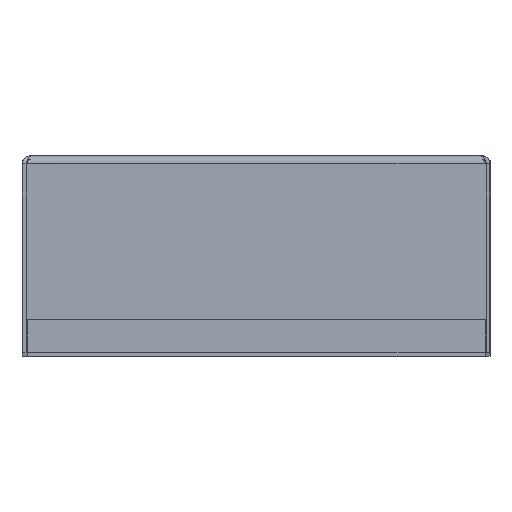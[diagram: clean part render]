
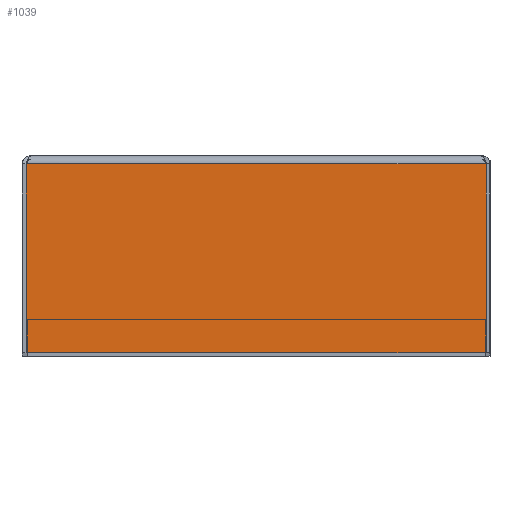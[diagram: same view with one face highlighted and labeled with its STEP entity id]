
A CAD part, front view. The second image highlights one B-rep face of the part: STEP entity #1039.
In plain terms, the highlighted planar face has unit normal (0, -1, 0).
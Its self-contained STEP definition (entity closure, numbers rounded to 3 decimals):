
#62=PLANE('',#1132);
#113=FACE_OUTER_BOUND('',#173,.T.);
#173=EDGE_LOOP('',(#820,#821,#822,#823));
#262=LINE('',#1642,#364);
#268=LINE('',#1669,#370);
#273=LINE('',#1730,#375);
#275=LINE('',#1733,#377);
#364=VECTOR('',#1314,10.);
#370=VECTOR('',#1324,10.);
#375=VECTOR('',#1331,10.);
#377=VECTOR('',#1335,10.);
#484=VERTEX_POINT('',#1640);
#485=VERTEX_POINT('',#1641);
#490=VERTEX_POINT('',#1668);
#491=VERTEX_POINT('',#1729);
#594=EDGE_CURVE('',#484,#485,#262,.T.);
#602=EDGE_CURVE('',#490,#485,#268,.T.);
#609=EDGE_CURVE('',#484,#491,#273,.T.);
#611=EDGE_CURVE('',#491,#490,#275,.T.);
#820=ORIENTED_EDGE('',*,*,#594,.T.);
#821=ORIENTED_EDGE('',*,*,#602,.F.);
#822=ORIENTED_EDGE('',*,*,#611,.F.);
#823=ORIENTED_EDGE('',*,*,#609,.F.);
#1039=ADVANCED_FACE('',(#113),#62,.T.);
#1132=AXIS2_PLACEMENT_3D('',#1734,#1336,#1337);
#1314=DIRECTION('',(-1.,0.,0.));
#1324=DIRECTION('',(0.,0.,1.));
#1331=DIRECTION('',(0.,0.,-1.));
#1335=DIRECTION('',(-1.,0.,0.));
#1336=DIRECTION('center_axis',(0.,-1.,0.));
#1337=DIRECTION('ref_axis',(1.,0.,0.));
#1640=CARTESIAN_POINT('',(50.165,-89.,38.));
#1641=CARTESIAN_POINT('',(-50.165,-89.,38.));
#1642=CARTESIAN_POINT('',(0.,-89.,38.));
#1668=CARTESIAN_POINT('',(-50.165,-89.,-3.2));
#1669=CARTESIAN_POINT('',(-50.165,-89.,38.));
#1729=CARTESIAN_POINT('',(50.165,-89.,-3.2));
#1730=CARTESIAN_POINT('',(50.165,-89.,38.));
#1733=CARTESIAN_POINT('',(50.165,-89.,-3.2));
#1734=CARTESIAN_POINT('Origin',(0.,-89.,
18.11));
